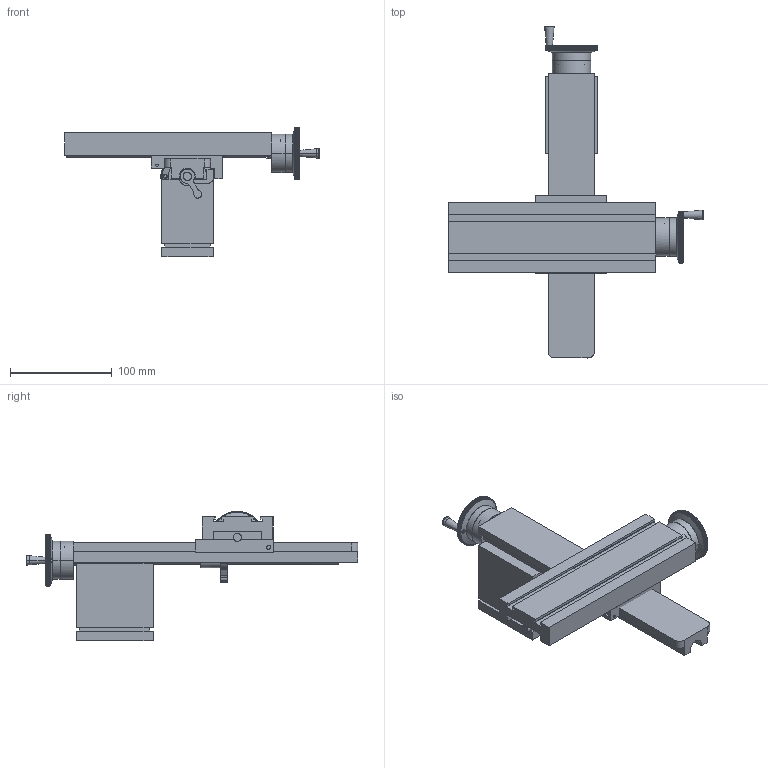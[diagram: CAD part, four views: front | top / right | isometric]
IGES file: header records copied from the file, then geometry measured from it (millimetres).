
Start section: Comment
Global section: file name: 6560 ND.igs; native system:  By Spatial Corp.; preprocessor: XPlus PS/IGES 3.0; author: Author; organization: Title; date: 20170115.164221; units: inch
Bounding box: 249.68 x 325.87 x 127.07 mm (x, y, z)
Surface area: 187099.6 mm2 (no closed solid volume)
Topology: 0 solids, 0 shells, 2863 faces, 27322 edges, 27320 vertices
Faces by surface type: extrusion 1520, revolution 1332, bspline 11
